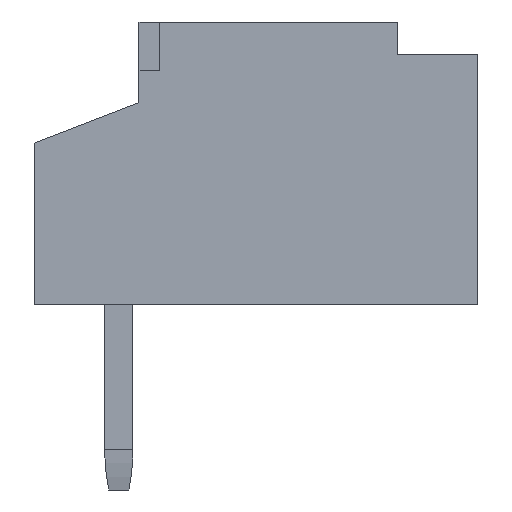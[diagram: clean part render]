
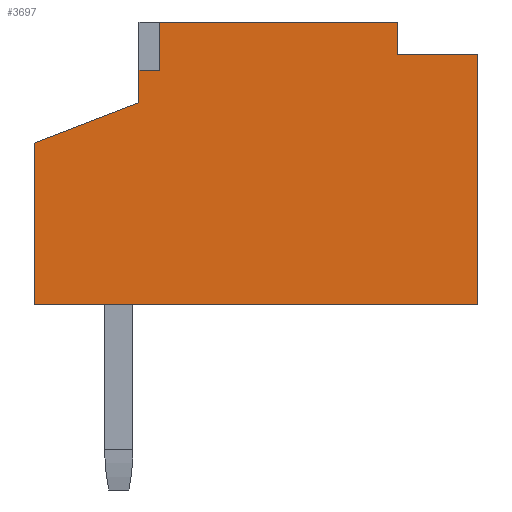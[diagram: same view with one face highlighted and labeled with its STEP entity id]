
A CAD part, left-side view. The second image highlights one B-rep face of the part: STEP entity #3697.
In plain terms, the highlighted planar face has unit normal (-1, 0, 0).
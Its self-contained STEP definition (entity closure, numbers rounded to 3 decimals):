
#442 = EDGE_CURVE('',#443,#445,#447,.T.);
#443 = VERTEX_POINT('',#444);
#444 = CARTESIAN_POINT('',(-1.5,1.045,2.));
#445 = VERTEX_POINT('',#446);
#446 = CARTESIAN_POINT('',(-1.5,-0.255,2.5));
#447 = LINE('',#448,#449);
#448 = CARTESIAN_POINT('',(-1.5,1.045,2.));
#449 = VECTOR('',#450,1.);
#450 = DIRECTION('',(0.,-0.933,0.359)
  );
#1460 = VERTEX_POINT('',#1461);
#1461 = CARTESIAN_POINT('',(-1.5,1.045,0.));
#1467 = EDGE_CURVE('',#443,#1460,#1468,.T.);
#1468 = LINE('',#1469,#1470);
#1469 = CARTESIAN_POINT('',(-1.5,1.045,2.)
  );
#1470 = VECTOR('',#1471,1.);
#1471 = DIRECTION('',(-0.,0.,-1.));
#1553 = EDGE_CURVE('',#1554,#1556,#1558,.T.);
#1554 = VERTEX_POINT('',#1555);
#1555 = CARTESIAN_POINT('',(-1.5,-0.505,3.5));
#1556 = VERTEX_POINT('',#1557);
#1557 = CARTESIAN_POINT('',(-1.5,-3.455,3.5));
#1558 = LINE('',#1559,#1560);
#1559 = CARTESIAN_POINT('',(-1.5,-0.505,3.5)
  );
#1560 = VECTOR('',#1561,1.);
#1561 = DIRECTION('',(0.,-1.,0.));
#2513 = EDGE_CURVE('',#2514,#445,#2516,.T.);
#2514 = VERTEX_POINT('',#2515);
#2515 = CARTESIAN_POINT('',(-1.5,-0.255,2.9));
#2516 = LINE('',#2517,#2518);
#2517 = CARTESIAN_POINT('',(-1.5,-0.255,2.9)
  );
#2518 = VECTOR('',#2519,1.);
#2519 = DIRECTION('',(-0.,0.,-1.));
#2746 = VERTEX_POINT('',#2747);
#2747 = CARTESIAN_POINT('',(-1.5,-4.455,3.1));
#2753 = EDGE_CURVE('',#2746,#2754,#2756,.T.);
#2754 = VERTEX_POINT('',#2755);
#2755 = CARTESIAN_POINT('',(-1.5,-4.455,0.));
#2756 = LINE('',#2757,#2758);
#2757 = CARTESIAN_POINT('',(-1.5,-4.455,3.1)
  );
#2758 = VECTOR('',#2759,1.);
#2759 = DIRECTION('',(-0.,0.,-1.));
#2816 = EDGE_CURVE('',#2746,#2817,#2819,.T.);
#2817 = VERTEX_POINT('',#2818);
#2818 = CARTESIAN_POINT('',(-1.5,-3.455,3.1));
#2819 = LINE('',#2820,#2821);
#2820 = CARTESIAN_POINT('',(-1.5,-4.455,3.1)
  );
#2821 = VECTOR('',#2822,1.);
#2822 = DIRECTION('',(0.,1.,0.));
#3079 = EDGE_CURVE('',#1460,#2754,#3080,.T.);
#3080 = LINE('',#3081,#3082);
#3081 = CARTESIAN_POINT('',(-1.5,1.045,
    0.));
#3082 = VECTOR('',#3083,1.);
#3083 = DIRECTION('',(0.,-1.,0.));
#3338 = VERTEX_POINT('',#3339);
#3339 = CARTESIAN_POINT('',(-1.5,-0.505,2.9));
#3347 = EDGE_CURVE('',#2514,#3338,#3348,.T.);
#3348 = LINE('',#3349,#3350);
#3349 = CARTESIAN_POINT('',(-1.5,-0.255,2.9)
  );
#3350 = VECTOR('',#3351,1.);
#3351 = DIRECTION('',(0.,-1.,0.));
#3492 = EDGE_CURVE('',#1554,#3338,#3493,.T.);
#3493 = LINE('',#3494,#3495);
#3494 = CARTESIAN_POINT('',(-1.5,-0.505,3.5)
  );
#3495 = VECTOR('',#3496,1.);
#3496 = DIRECTION('',(-0.,0.,-1.));
#3697 = ADVANCED_FACE('',(#3698),#3715,.T.);
#3698 = FACE_BOUND('',#3699,.T.);
#3699 = EDGE_LOOP('',(#3700,#3701,#3702,#3703,#3704,#3705,#3706,#3712,
    #3713,#3714));
#3700 = ORIENTED_EDGE('',*,*,#2513,.T.);
#3701 = ORIENTED_EDGE('',*,*,#442,.F.);
#3702 = ORIENTED_EDGE('',*,*,#1467,.T.);
#3703 = ORIENTED_EDGE('',*,*,#3079,.T.);
#3704 = ORIENTED_EDGE('',*,*,#2753,.F.);
#3705 = ORIENTED_EDGE('',*,*,#2816,.T.);
#3706 = ORIENTED_EDGE('',*,*,#3707,.F.);
#3707 = EDGE_CURVE('',#1556,#2817,#3708,.T.);
#3708 = LINE('',#3709,#3710);
#3709 = CARTESIAN_POINT('',(-1.5,-3.455,3.5)
  );
#3710 = VECTOR('',#3711,1.);
#3711 = DIRECTION('',(-0.,0.,-1.));
#3712 = ORIENTED_EDGE('',*,*,#1553,.F.);
#3713 = ORIENTED_EDGE('',*,*,#3492,.T.);
#3714 = ORIENTED_EDGE('',*,*,#3347,.F.);
#3715 = PLANE('',#3716);
#3716 = AXIS2_PLACEMENT_3D('',#3717,#3718,#3719);
#3717 = CARTESIAN_POINT('',(-1.5,1.045,3.5));
#3718 = DIRECTION('',(-1.,0.,0.));
#3719 = DIRECTION('',(0.,-1.,0.));
